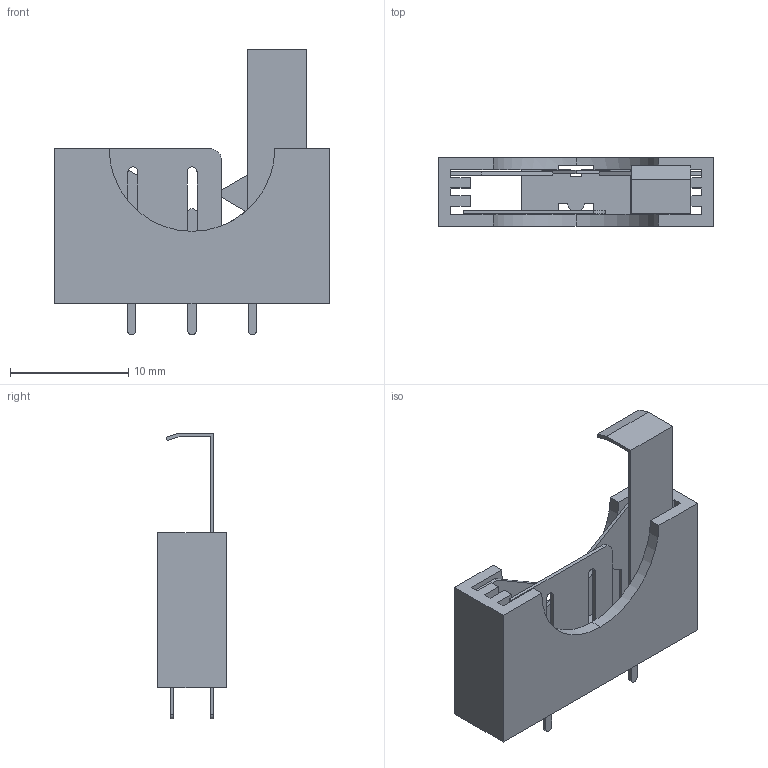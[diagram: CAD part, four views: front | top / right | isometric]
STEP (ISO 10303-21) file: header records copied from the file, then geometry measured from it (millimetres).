
FILE_DESCRIPTION (( 'STEP AP214' ), '1' );
FILE_NAME ('BAT-TH_BS-05-A1AK002.step', '2022-06-16T11:04:41', ( '' ), ( '' ), 'SwSTEP 2.0', 'SolidWorks 2020', '' );
FILE_SCHEMA (( 'AUTOMOTIVE_DESIGN' ));
Length unit declared in the file: millimetre
Products named in the file (1): BAT-TH_BS-05-A1AK002
Bounding box: 23.2 x 5.81 x 24.15 mm (x, y, z)
Volume: 841.1 mm3; surface area: 2371.4 mm2
Topology: 6 solids, 6 shells, 383 faces, 1050 edges, 700 vertices
Faces by surface type: plane 253, bspline 98, cylinder 32
Entity records: 16878 total; most frequent: CARTESIAN_POINT 3440, ORIENTED_EDGE 2100, DIRECTION 1488, EDGE_CURVE 1050, LINE 784, VECTOR 784, VERTEX_POINT 700, EDGE_LOOP 416
